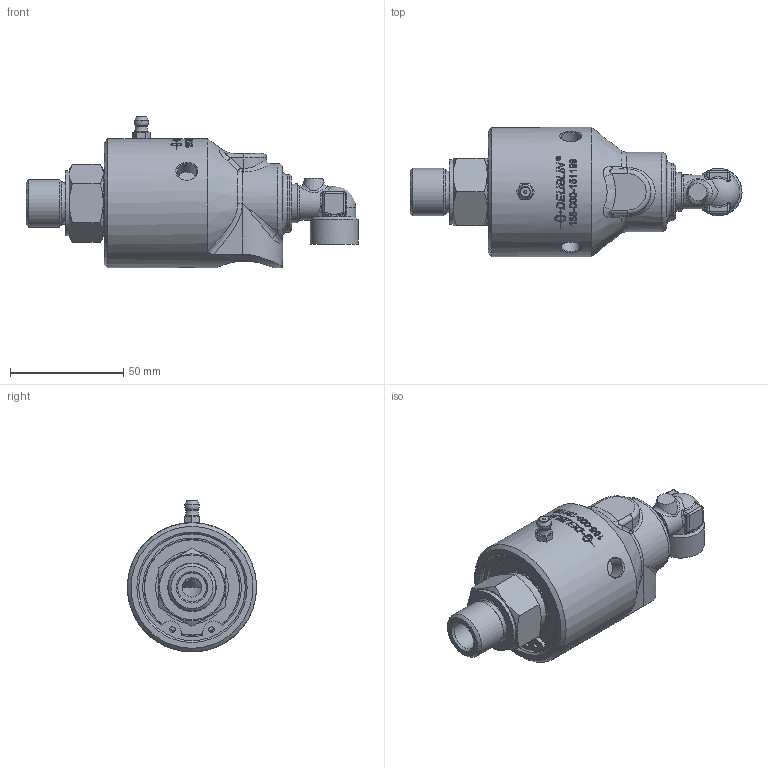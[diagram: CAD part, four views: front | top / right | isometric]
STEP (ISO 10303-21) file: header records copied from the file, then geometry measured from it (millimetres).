
FILE_DESCRIPTION((''),'2;1');
FILE_NAME('155-000-151199-IC.stp','2014-02-25T10:43:05',('mvelte'),(''),'Autodesk Inventor 2013','Autodesk Inventor 2013','');
FILE_SCHEMA(('AUTOMOTIVE_DESIGN { 1 0 10303 214 1 1 1 1 }'));
Length unit declared in the file: millimetre
Products named in the file (1): 155-000-151199-IC
Bounding box: 146.48 x 56.99 x 66.99 mm (x, y, z)
Volume: 170967.5 mm3; surface area: 32138.6 mm2
Topology: 1 solids, 7 shells, 612 faces, 1561 edges, 1004 vertices
Faces by surface type: bspline 300, plane 148, cylinder 110, cone 26, torus 23, sphere 5
Full cylindrical faces by diameter (mm): 3 x1, 3.12 x2, 8.566 x1, 8.6 x3, 12.7 x1, 13.889 x1, 15 x1, 17.475 x1, 20.955 x1, 21 x1, 21.4 x1, 24.4 x1, 25.4 x2, 27.8 x1, 28.6 x1, 32.1 x1, 41.9 x1, 42.2 x1, 47.07 x1, 57 x1
Entity records: 69314 total; most frequent: CARTESIAN_POINT 56761, ORIENTED_EDGE 2936, DIRECTION 1665, EDGE_CURVE 1468, VERTEX_POINT 978, EDGE_LOOP 730, B_SPLINE_CURVE_WITH_KNOTS 701, FACE_OUTER_BOUND 612
